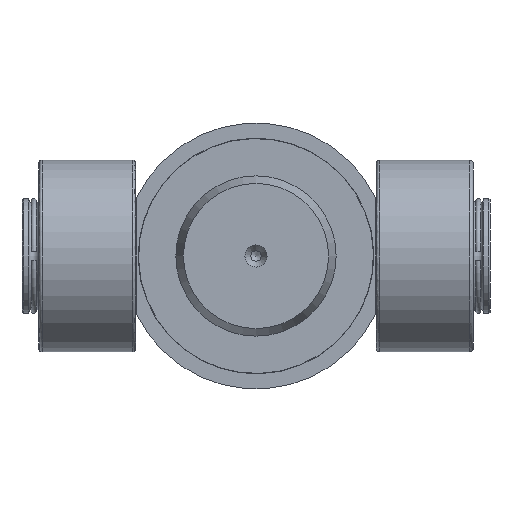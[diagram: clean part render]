
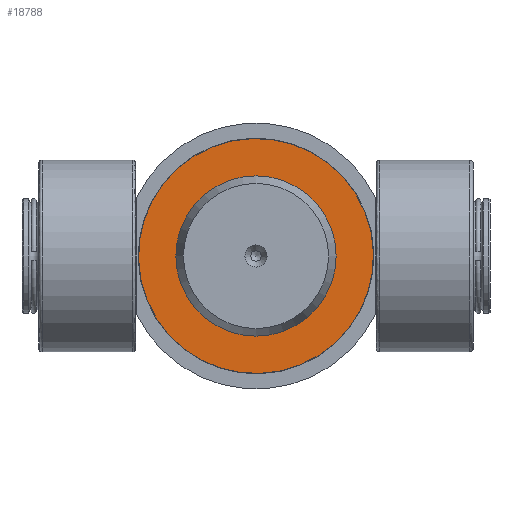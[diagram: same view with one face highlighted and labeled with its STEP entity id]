
A CAD part, front view. The second image highlights one B-rep face of the part: STEP entity #18788.
In plain terms, the highlighted face is planar.
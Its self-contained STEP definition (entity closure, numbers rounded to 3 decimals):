
#4908=PLANE('',#20057);
#5386=FACE_BOUND('',#7001,.T.);
#5866=FACE_OUTER_BOUND('',#7000,.T.);
#7000=EDGE_LOOP('',(#14789));
#7001=EDGE_LOOP('',(#14790));
#7950=CIRCLE('',#20038,44.184);
#7960=CIRCLE('',#20056,69.8);
#8683=VERTEX_POINT('',#31127);
#8693=VERTEX_POINT('',#31155);
#10917=EDGE_CURVE('',#8683,#8683,#7950,.T.);
#10927=EDGE_CURVE('',#8693,#8693,#7960,.T.);
#14789=ORIENTED_EDGE('',*,*,#10927,.F.);
#14790=ORIENTED_EDGE('',*,*,#10917,.T.);
#18788=ADVANCED_FACE('',(#5866,#5386),#4908,.T.);
#20038=AXIS2_PLACEMENT_3D('',#31128,#21910,#21911);
#20056=AXIS2_PLACEMENT_3D('',#31156,#21946,#21947);
#20057=AXIS2_PLACEMENT_3D('',#31157,#21948,#21949);
#21910=DIRECTION('center_axis',(0.,0.,-1.));
#21911=DIRECTION('ref_axis',(1.,0.,0.));
#21946=DIRECTION('center_axis',(0.,0.,-1.));
#21947=DIRECTION('ref_axis',(-1.,0.,0.));
#21948=DIRECTION('center_axis',(0.,0.,1.));
#21949=DIRECTION('ref_axis',(1.,0.,0.));
#31127=CARTESIAN_POINT('',(44.184,0.,12.));
#31128=CARTESIAN_POINT('Origin',(0.,0.,12.));
#31155=CARTESIAN_POINT('',(69.8,0.,12.));
#31156=CARTESIAN_POINT('Origin',(0.,0.,12.));
#31157=CARTESIAN_POINT('Origin',(0.,0.,
12.));
